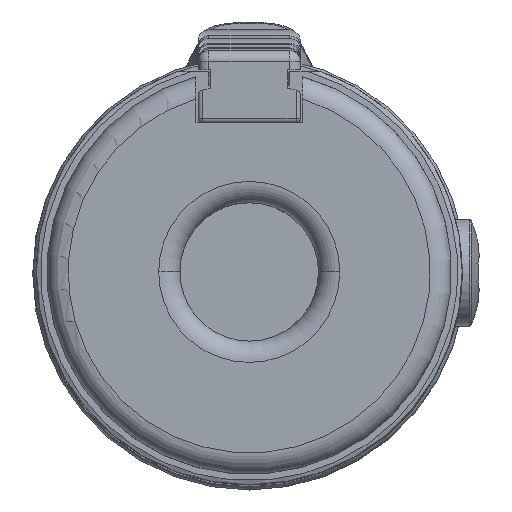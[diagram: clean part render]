
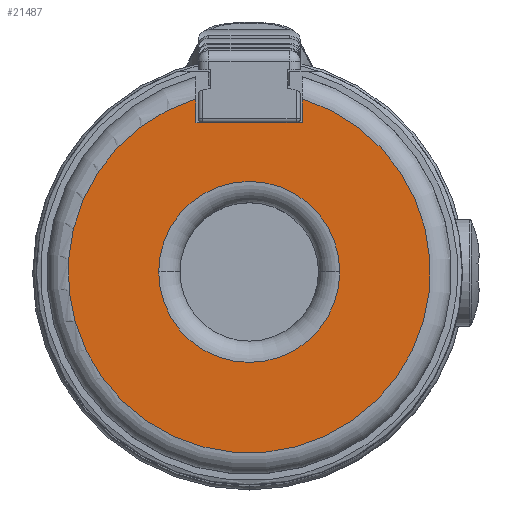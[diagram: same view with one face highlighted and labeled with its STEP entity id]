
A CAD part, top view. The second image highlights one B-rep face of the part: STEP entity #21487.
In plain terms, the highlighted planar face has unit normal (0, 0, 1).
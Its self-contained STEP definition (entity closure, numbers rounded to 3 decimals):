
#6692=CARTESIAN_POINT('',(0.,0.,66.2));
#6693=DIRECTION('',(0.,0.,-1.));
#6694=DIRECTION('',(-1.,0.,0.));
#6695=AXIS2_PLACEMENT_3D('',#6692,#6693,#6694);
#6697=CARTESIAN_POINT('',(0.,0.,66.2));
#6698=DIRECTION('',(0.,0.,-1.));
#6699=DIRECTION('',(1.,0.,0.));
#6700=AXIS2_PLACEMENT_3D('',#6697,#6698,#6699);
#6702=DIRECTION('',(1.,0.,0.));
#6703=VECTOR('',#6702,0.3);
#6704=CARTESIAN_POINT('',(2.2,7.,66.2));
#6705=LINE('',#6704,#6703);
#6706=DIRECTION('',(0.,-1.,0.));
#6707=VECTOR('',#6706,1.124);
#6708=CARTESIAN_POINT('',(2.5,8.124,66.2));
#6709=LINE('',#6708,#6707);
#6710=DIRECTION('',(0.,-1.,0.));
#6711=VECTOR('',#6710,1.124);
#6712=CARTESIAN_POINT('',(-2.5,8.124,66.2));
#6713=LINE('',#6712,#6711);
#6714=DIRECTION('',(1.,0.,0.));
#6715=VECTOR('',#6714,0.3);
#6716=CARTESIAN_POINT('',(-2.5,7.,66.2));
#6717=LINE('',#6716,#6715);
#6718=DIRECTION('',(1.,0.,0.));
#6719=VECTOR('',#6718,4.4);
#6720=CARTESIAN_POINT('',(-2.2,7.,66.2));
#6721=LINE('',#6720,#6719);
#7695=CARTESIAN_POINT('',(0.,0.,66.2));
#7696=DIRECTION('',(0.,0.,1.));
#7697=DIRECTION('',(-0.294,0.956,0.));
#7698=AXIS2_PLACEMENT_3D('',#7695,#7696,#7697);
#10693=CARTESIAN_POINT('',(2.5,8.124,66.2));
#10694=CARTESIAN_POINT('',(2.5,7.,66.2));
#10695=VERTEX_POINT('',#10693);
#10696=VERTEX_POINT('',#10694);
#10697=CARTESIAN_POINT('',(-2.5,8.124,66.2));
#10698=CARTESIAN_POINT('',(-2.5,7.,66.2));
#10699=VERTEX_POINT('',#10697);
#10700=VERTEX_POINT('',#10698);
#10703=CARTESIAN_POINT('',(-4.25,0.,66.2));
#10704=CARTESIAN_POINT('',(4.25,0.,66.2));
#10705=VERTEX_POINT('',#10703);
#10706=VERTEX_POINT('',#10704);
#10827=CARTESIAN_POINT('',(-2.2,7.,66.2));
#10828=CARTESIAN_POINT('',(2.2,7.,66.2));
#10829=VERTEX_POINT('',#10827);
#10830=VERTEX_POINT('',#10828);
#21463=CARTESIAN_POINT('',(0.,0.,66.2));
#21464=DIRECTION('',(0.,0.,1.));
#21465=DIRECTION('',(1.,0.,0.));
#21466=AXIS2_PLACEMENT_3D('',#21463,#21464,#21465);
#21467=PLANE('',#21466);
#21469=ORIENTED_EDGE('',*,*,#21468,.T.);
#21471=ORIENTED_EDGE('',*,*,#21470,.F.);
#21473=ORIENTED_EDGE('',*,*,#21472,.F.);
#21475=ORIENTED_EDGE('',*,*,#21474,.T.);
#21477=ORIENTED_EDGE('',*,*,#21476,.T.);
#21479=ORIENTED_EDGE('',*,*,#21478,.T.);
#21480=EDGE_LOOP('',(#21469,#21471,#21473,#21475,#21477,#21479));
#21481=FACE_OUTER_BOUND('',#21480,.F.);
#21483=ORIENTED_EDGE('',*,*,#21482,.F.);
#21484=ORIENTED_EDGE('',*,*,#21453,.F.);
#21485=EDGE_LOOP('',(#21483,#21484));
#21486=FACE_BOUND('',#21485,.F.);
#21487=ADVANCED_FACE('',(#21481,#21486),#21467,.T.);
#6696=CIRCLE('',#6695,4.25);
#6701=CIRCLE('',#6700,4.25);
#7699=CIRCLE('',#7698,8.5);
#21453=EDGE_CURVE('',#10706,#10705,#6701,.T.);
#21468=EDGE_CURVE('',#10830,#10696,#6705,.T.);
#21470=EDGE_CURVE('',#10695,#10696,#6709,.T.);
#21472=EDGE_CURVE('',#10699,#10695,#7699,.T.);
#21474=EDGE_CURVE('',#10699,#10700,#6713,.T.);
#21476=EDGE_CURVE('',#10700,#10829,#6717,.T.);
#21478=EDGE_CURVE('',#10829,#10830,#6721,.T.);
#21482=EDGE_CURVE('',#10705,#10706,#6696,.T.);
